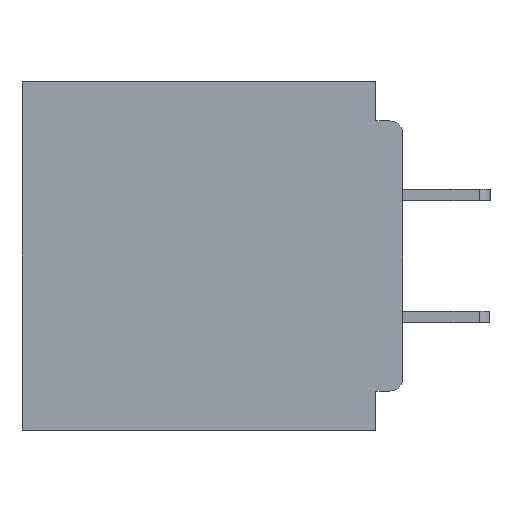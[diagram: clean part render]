
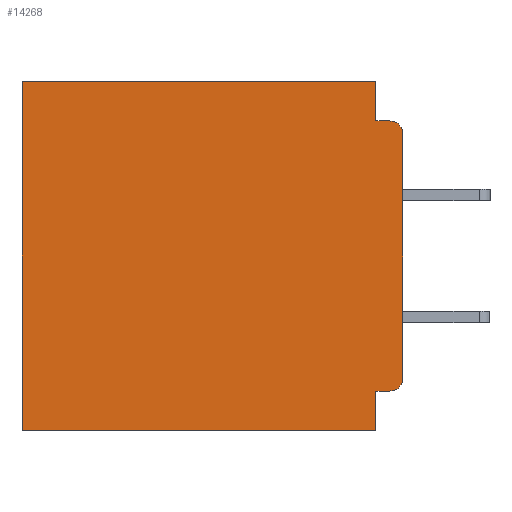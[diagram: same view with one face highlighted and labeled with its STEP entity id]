
A CAD part, left-side view. The second image highlights one B-rep face of the part: STEP entity #14268.
In plain terms, the highlighted planar face has unit normal (-1, 0, 0).
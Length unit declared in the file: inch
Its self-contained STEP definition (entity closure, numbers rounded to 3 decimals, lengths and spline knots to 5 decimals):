
#278 = DIRECTION ( 'NONE',  ( 0., 1., 0. ) ) ;
#2499 = DIRECTION ( 'NONE',  ( -1., 0., 0. ) ) ;
#2655 = CARTESIAN_POINT ( 'NONE',  ( 0.3, 0.031, -0.4 ) ) ;
#3127 = EDGE_LOOP ( 'NONE', ( #13880, #19196, #7428, #41974, #26598, #34531, #37767, #23990, #15005, #35104 ) ) ;
#4064 = DIRECTION ( 'NONE',  ( 0., 1., 0. ) ) ;
#4745 = CIRCLE ( 'NONE', #15644, 0.015 ) ;
#4763 = VERTEX_POINT ( 'NONE', #7945 ) ;
#4916 = CARTESIAN_POINT ( 'NONE',  ( 0.3, 0.031, 0. ) ) ;
#5295 = CARTESIAN_POINT ( 'NONE',  ( 0.3, 0., -0.4 ) ) ;
#5845 = EDGE_CURVE ( 'NONE', #29974, #37502, #12897, .T. ) ;
#6586 = CARTESIAN_POINT ( 'NONE',  ( 0.3, 0.437, -0.4 ) ) ;
#6822 = VERTEX_POINT ( 'NONE', #19359 ) ;
#6893 = CARTESIAN_POINT ( 'NONE',  ( 0.3, 0.031, -0.355 ) ) ;
#7321 = VECTOR ( 'NONE', #40174, 39.37008 ) ;
#7338 = CARTESIAN_POINT ( 'NONE',  ( 0.3, 0.015, -0.355 ) ) ;
#7428 = ORIENTED_EDGE ( 'NONE', *, *, #29990, .F. ) ;
#7945 = CARTESIAN_POINT ( 'NONE',  ( 0.3, 0., -0.06 ) ) ;
#8035 = EDGE_CURVE ( 'NONE', #22241, #16863, #14353, .T. ) ;
#8370 = DIRECTION ( 'NONE',  ( 0., -1., 0. ) ) ;
#9663 = CARTESIAN_POINT ( 'NONE',  ( 0.3, 0.031, 0. ) ) ;
#10210 = LINE ( 'NONE', #9663, #28230 ) ;
#10755 = EDGE_CURVE ( 'NONE', #4763, #16863, #34899, .T. ) ;
#10758 = PLANE ( 'NONE',  #12681 ) ;
#11844 = DIRECTION ( 'NONE',  ( 0., 1., 0. ) ) ;
#12681 = AXIS2_PLACEMENT_3D ( 'NONE', #34435, #37897, #17573 ) ;
#12897 = LINE ( 'NONE', #37854, #38861 ) ;
#13476 = VECTOR ( 'NONE', #28591, 39.37008 ) ;
#13880 = ORIENTED_EDGE ( 'NONE', *, *, #10755, .F. ) ;
#13951 = VECTOR ( 'NONE', #8370, 39.37008 ) ;
#14268 = ADVANCED_FACE ( 'NONE', ( #37785 ), #10758, .F. ) ;
#14353 = CIRCLE ( 'NONE', #40125, 0.015 ) ;
#14726 = EDGE_CURVE ( 'NONE', #29974, #41842, #10210, .T. ) ;
#15005 = ORIENTED_EDGE ( 'NONE', *, *, #35088, .F. ) ;
#15063 = LINE ( 'NONE', #22056, #40997 ) ;
#15644 = AXIS2_PLACEMENT_3D ( 'NONE', #36667, #16392, #40081 ) ;
#16392 = DIRECTION ( 'NONE',  ( -1., 0., 0. ) ) ;
#16863 = VERTEX_POINT ( 'NONE', #38275 ) ;
#17298 = EDGE_CURVE ( 'NONE', #17524, #20286, #15063, .T. ) ;
#17524 = VERTEX_POINT ( 'NONE', #30122 ) ;
#17573 = DIRECTION ( 'NONE',  ( 0., 0., -1. ) ) ;
#18633 = CARTESIAN_POINT ( 'NONE',  ( 0.3, 0., -0.045 ) ) ;
#18731 = DIRECTION ( 'NONE',  ( 0., 0., -1. ) ) ;
#19196 = ORIENTED_EDGE ( 'NONE', *, *, #39907, .T. ) ;
#19359 = CARTESIAN_POINT ( 'NONE',  ( 0.3, 0.015, -0.045 ) ) ;
#20286 = VERTEX_POINT ( 'NONE', #6586 ) ;
#22056 = CARTESIAN_POINT ( 'NONE',  ( 0.3, 0., -0.4 ) ) ;
#22241 = VERTEX_POINT ( 'NONE', #7338 ) ;
#23013 = CARTESIAN_POINT ( 'NONE',  ( 0.3, 0.015, -0.34 ) ) ;
#23990 = ORIENTED_EDGE ( 'NONE', *, *, #31413, .F. ) ;
#25242 = CARTESIAN_POINT ( 'NONE',  ( 0.3, 0.437, -0.4 ) ) ;
#26391 = DIRECTION ( 'NONE',  ( 0., 0., -1. ) ) ;
#26499 = LINE ( 'NONE', #2655, #7321 ) ;
#26598 = ORIENTED_EDGE ( 'NONE', *, *, #5845, .T. ) ;
#27002 = VERTEX_POINT ( 'NONE', #6893 ) ;
#28230 = VECTOR ( 'NONE', #43583, 39.37008 ) ;
#28591 = DIRECTION ( 'NONE',  ( 0., 0., -1. ) ) ;
#29291 = EDGE_CURVE ( 'NONE', #37502, #20286, #40483, .T. ) ;
#29974 = VERTEX_POINT ( 'NONE', #4916 ) ;
#29990 = EDGE_CURVE ( 'NONE', #41842, #6822, #31934, .T. ) ;
#30122 = CARTESIAN_POINT ( 'NONE',  ( 0.3, 0.031, -0.4 ) ) ;
#31413 = EDGE_CURVE ( 'NONE', #27002, #17524, #26499, .T. ) ;
#31934 = LINE ( 'NONE', #18633, #13951 ) ;
#34435 = CARTESIAN_POINT ( 'NONE',  ( 0.3, 0., -0.4 ) ) ;
#34531 = ORIENTED_EDGE ( 'NONE', *, *, #29291, .T. ) ;
#34899 = LINE ( 'NONE', #5295, #42846 ) ;
#35088 = EDGE_CURVE ( 'NONE', #22241, #27002, #39539, .T. ) ;
#35104 = ORIENTED_EDGE ( 'NONE', *, *, #8035, .T. ) ;
#36667 = CARTESIAN_POINT ( 'NONE',  ( 0.3, 0.015, -0.06 ) ) ;
#36718 = CARTESIAN_POINT ( 'NONE',  ( 0.3, 0.437, 0. ) ) ;
#37433 = VECTOR ( 'NONE', #278, 39.37008 ) ;
#37502 = VERTEX_POINT ( 'NONE', #36718 ) ;
#37767 = ORIENTED_EDGE ( 'NONE', *, *, #17298, .F. ) ;
#37785 = FACE_OUTER_BOUND ( 'NONE', #3127, .T. ) ;
#37854 = CARTESIAN_POINT ( 'NONE',  ( 0.3, 0., 0. ) ) ;
#37897 = DIRECTION ( 'NONE',  ( 1., 0., 0. ) ) ;
#38275 = CARTESIAN_POINT ( 'NONE',  ( 0.3, 0., -0.34 ) ) ;
#38861 = VECTOR ( 'NONE', #4064, 39.37008 ) ;
#38957 = CARTESIAN_POINT ( 'NONE',  ( 0.3, 0.031, -0.045 ) ) ;
#39539 = LINE ( 'NONE', #41104, #37433 ) ;
#39907 = EDGE_CURVE ( 'NONE', #4763, #6822, #4745, .T. ) ;
#40081 = DIRECTION ( 'NONE',  ( 0., 0., -1. ) ) ;
#40125 = AXIS2_PLACEMENT_3D ( 'NONE', #23013, #2499, #26391 ) ;
#40174 = DIRECTION ( 'NONE',  ( 0., 0., -1. ) ) ;
#40483 = LINE ( 'NONE', #25242, #13476 ) ;
#40997 = VECTOR ( 'NONE', #11844, 39.37008 ) ;
#41104 = CARTESIAN_POINT ( 'NONE',  ( 0.3, 0., -0.355 ) ) ;
#41842 = VERTEX_POINT ( 'NONE', #38957 ) ;
#41974 = ORIENTED_EDGE ( 'NONE', *, *, #14726, .F. ) ;
#42846 = VECTOR ( 'NONE', #18731, 39.37008 ) ;
#43583 = DIRECTION ( 'NONE',  ( 0., 0., -1. ) ) ;
